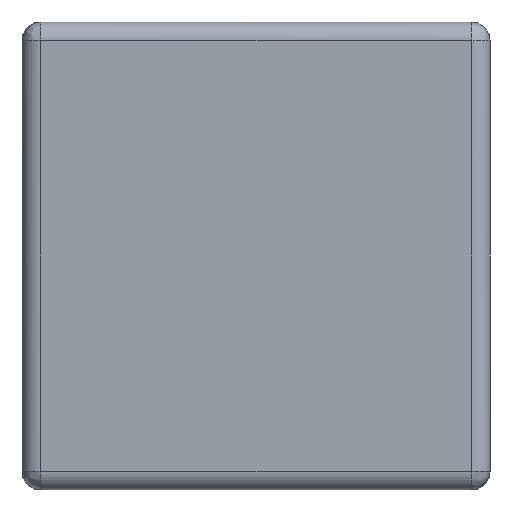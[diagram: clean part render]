
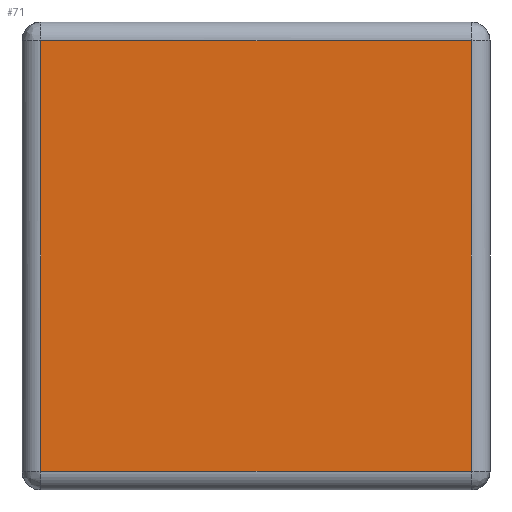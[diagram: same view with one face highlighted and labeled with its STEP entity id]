
A CAD part, left-side view. The second image highlights one B-rep face of the part: STEP entity #71.
In plain terms, the highlighted planar face has unit normal (-1, 0, 0).
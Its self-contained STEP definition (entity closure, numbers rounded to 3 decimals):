
#71=ADVANCED_FACE('',(#113),#617,.T.);
#113=FACE_OUTER_BOUND('',#155,.T.);
#155=EDGE_LOOP('',(#268,#269,#270,#271));
#268=ORIENTED_EDGE('',*,*,#398,.T.);
#269=ORIENTED_EDGE('',*,*,#397,.T.);
#270=ORIENTED_EDGE('',*,*,#399,.T.);
#271=ORIENTED_EDGE('',*,*,#396,.F.);
#396=EDGE_CURVE('',#564,#565,#508,.T.);
#397=EDGE_CURVE('',#566,#567,#509,.T.);
#398=EDGE_CURVE('',#564,#566,#510,.T.);
#399=EDGE_CURVE('',#567,#565,#511,.T.);
#508=B_SPLINE_CURVE_WITH_KNOTS('',1,(#1078,#1079),.UNSPECIFIED.,.F.,.F.,
(2,2),(0.05,1.2),.UNSPECIFIED.);
#509=B_SPLINE_CURVE_WITH_KNOTS('',1,(#1080,#1081),.UNSPECIFIED.,.F.,.F.,
(2,2),(0.05,1.2),.UNSPECIFIED.);
#510=B_SPLINE_CURVE_WITH_KNOTS('',1,(#1082,#1083),.UNSPECIFIED.,.F.,.F.,
(2,2),(0.05,1.2),.UNSPECIFIED.);
#511=B_SPLINE_CURVE_WITH_KNOTS('',1,(#1084,#1085),.UNSPECIFIED.,.F.,.F.,
(2,2),(0.05,1.2),.UNSPECIFIED.);
#564=VERTEX_POINT('',#1054);
#565=VERTEX_POINT('',#1055);
#566=VERTEX_POINT('',#1056);
#567=VERTEX_POINT('',#1057);
#617=PLANE('',#663);
#663=AXIS2_PLACEMENT_3D('',#977,#700,$);
#700=DIRECTION('',(-1.,0.,0.));
#977=CARTESIAN_POINT('',(-1.,0.625,0.));
#1054=CARTESIAN_POINT('',(-1.,0.575,1.2));
#1055=CARTESIAN_POINT('',(-1.,-0.575,1.2));
#1056=CARTESIAN_POINT('',(-1.,0.575,0.05));
#1057=CARTESIAN_POINT('',(-1.,-0.575,0.05));
#1078=CARTESIAN_POINT('',(-1.,0.575,1.2));
#1079=CARTESIAN_POINT('',(-1.,-0.575,1.2));
#1080=CARTESIAN_POINT('',(-1.,0.575,0.05));
#1081=CARTESIAN_POINT('',(-1.,-0.575,0.05));
#1082=CARTESIAN_POINT('',(-1.,0.575,1.2));
#1083=CARTESIAN_POINT('',(-1.,0.575,0.05));
#1084=CARTESIAN_POINT('',(-1.,-0.575,0.05));
#1085=CARTESIAN_POINT('',(-1.,-0.575,1.2));
